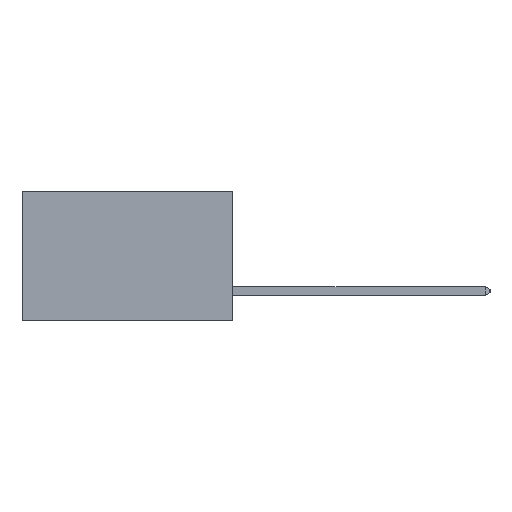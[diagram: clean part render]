
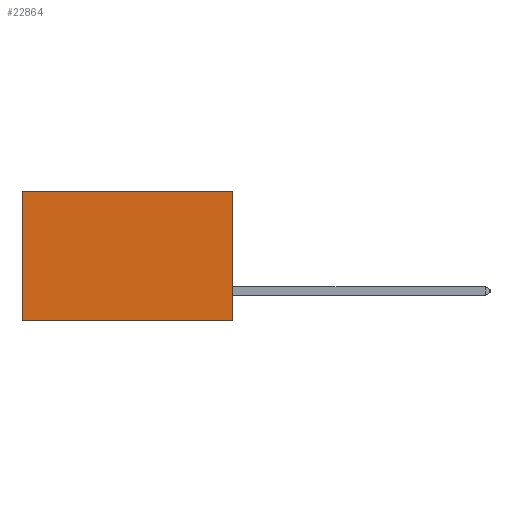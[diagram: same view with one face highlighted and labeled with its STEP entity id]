
A CAD part, left-side view. The second image highlights one B-rep face of the part: STEP entity #22864.
In plain terms, the highlighted planar face has unit normal (-1, 0, 0).
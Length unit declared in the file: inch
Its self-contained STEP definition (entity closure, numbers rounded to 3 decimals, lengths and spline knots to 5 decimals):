
#1179 = CARTESIAN_POINT ( 'NONE',  ( 0.2875, 0.6, -0.37 ) ) ;
#1852 = FACE_OUTER_BOUND ( 'NONE', #5498, .T. ) ;
#2293 = CARTESIAN_POINT ( 'NONE',  ( 0.2875, 0., 0. ) ) ;
#2349 = DIRECTION ( 'NONE',  ( 0., 0., -1. ) ) ;
#5283 = LINE ( 'NONE', #8140, #20567 ) ;
#5498 = EDGE_LOOP ( 'NONE', ( #18917, #15803, #15521, #18001 ) ) ;
#5835 = CARTESIAN_POINT ( 'NONE',  ( 0.2875, 0., 0. ) ) ;
#5874 = CARTESIAN_POINT ( 'NONE',  ( 0.2875, 0.6, 0. ) ) ;
#5963 = PLANE ( 'NONE',  #32390 ) ;
#7355 = CARTESIAN_POINT ( 'NONE',  ( 0.2875, 0., -0.37 ) ) ;
#7530 = LINE ( 'NONE', #36885, #35498 ) ;
#8000 = DIRECTION ( 'NONE',  ( 0., 0., -1. ) ) ;
#8140 = CARTESIAN_POINT ( 'NONE',  ( 0.2875, 0., 0. ) ) ;
#8807 = LINE ( 'NONE', #16669, #23197 ) ;
#8881 = DIRECTION ( 'NONE',  ( 0., 0., -1. ) ) ;
#14077 = VERTEX_POINT ( 'NONE', #1179 ) ;
#15059 = EDGE_CURVE ( 'NONE', #35076, #34188, #5283, .T. ) ;
#15521 = ORIENTED_EDGE ( 'NONE', *, *, #24672, .F. ) ;
#15803 = ORIENTED_EDGE ( 'NONE', *, *, #20283, .F. ) ;
#16669 = CARTESIAN_POINT ( 'NONE',  ( 0.2875, 0., -0.37 ) ) ;
#18001 = ORIENTED_EDGE ( 'NONE', *, *, #15059, .T. ) ;
#18917 = ORIENTED_EDGE ( 'NONE', *, *, #30178, .T. ) ;
#19200 = LINE ( 'NONE', #31117, #26062 ) ;
#20283 = EDGE_CURVE ( 'NONE', #33214, #14077, #8807, .T. ) ;
#20567 = VECTOR ( 'NONE', #37005, 39.37008 ) ;
#22864 = ADVANCED_FACE ( 'NONE', ( #1852 ), #5963, .F. ) ;
#23197 = VECTOR ( 'NONE', #34034, 39.37008 ) ;
#24672 = EDGE_CURVE ( 'NONE', #35076, #33214, #19200, .T. ) ;
#26062 = VECTOR ( 'NONE', #8000, 39.37008 ) ;
#26175 = DIRECTION ( 'NONE',  ( 1., 0., 0. ) ) ;
#30178 = EDGE_CURVE ( 'NONE', #34188, #14077, #7530, .T. ) ;
#31117 = CARTESIAN_POINT ( 'NONE',  ( 0.2875, 0., 0. ) ) ;
#32390 = AXIS2_PLACEMENT_3D ( 'NONE', #5835, #26175, #8881 ) ;
#33214 = VERTEX_POINT ( 'NONE', #7355 ) ;
#34034 = DIRECTION ( 'NONE',  ( 0., 1., 0. ) ) ;
#34188 = VERTEX_POINT ( 'NONE', #5874 ) ;
#35076 = VERTEX_POINT ( 'NONE', #2293 ) ;
#35498 = VECTOR ( 'NONE', #2349, 39.37008 ) ;
#36885 = CARTESIAN_POINT ( 'NONE',  ( 0.2875, 0.6, 0. ) ) ;
#37005 = DIRECTION ( 'NONE',  ( 0., 1., 0. ) ) ;
